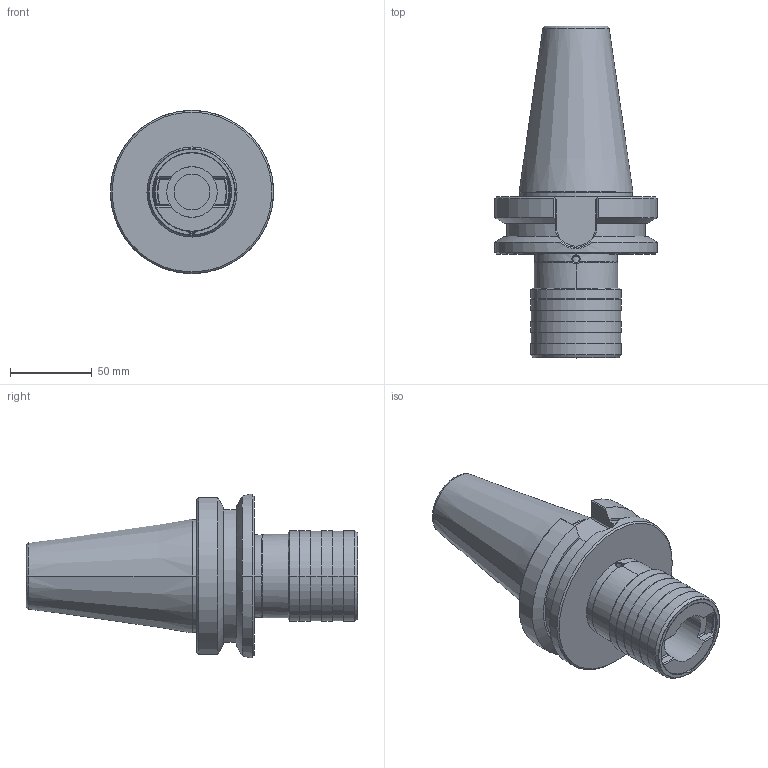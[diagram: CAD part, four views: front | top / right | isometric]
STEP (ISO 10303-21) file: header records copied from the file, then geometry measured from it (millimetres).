
FILE_DESCRIPTION((''),'2;1');
FILE_NAME('32600-50BT_SW0001','2016-04-01T',('040'),(''),'CREO PARAMETRIC BY PTC INC, 2015380','CREO PARAMETRIC BY PTC INC, 2015380','');
FILE_SCHEMA(('CONFIG_CONTROL_DESIGN'));
Length unit declared in the file: millimetre
Products named in the file (1): 32600-50BT_SW0001
Bounding box: 100 x 203.5 x 100 mm (x, y, z)
Volume: 541447.9 mm3; surface area: 87037.6 mm2
Topology: 1 solids, 1 shells, 291 faces, 738 edges, 445 vertices
Faces by surface type: cylinder 104, plane 66, cone 65, torus 33, sphere 12, bspline 11
Entity records: 10372 total; most frequent: CARTESIAN_POINT 3447, ORIENTED_EDGE 1464, DIRECTION 1442, EDGE_CURVE 732, AXIS2_PLACEMENT_3D 582, VERTEX_POINT 445, EDGE_LOOP 311, CIRCLE 302
